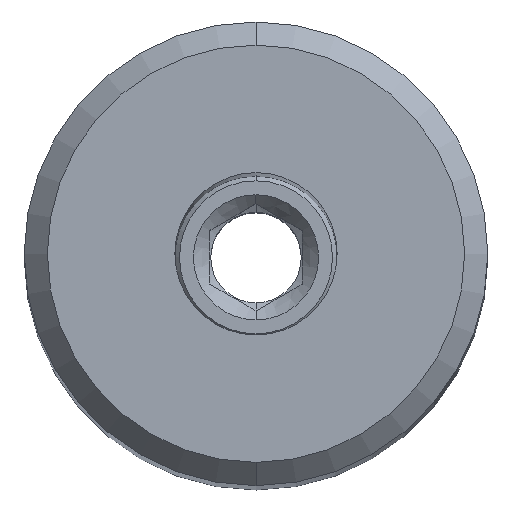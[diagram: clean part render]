
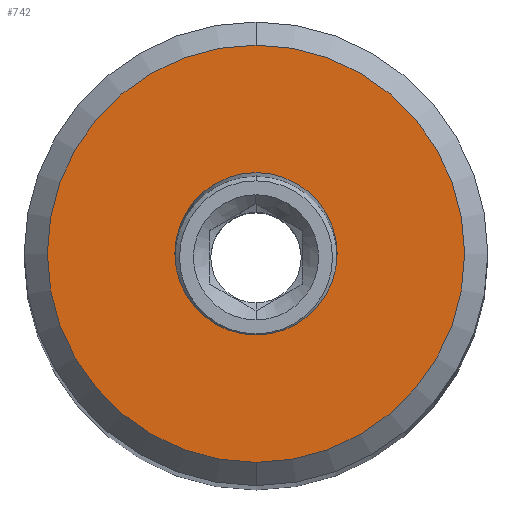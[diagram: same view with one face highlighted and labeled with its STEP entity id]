
A CAD part, top view. The second image highlights one B-rep face of the part: STEP entity #742.
In plain terms, the highlighted planar face has unit normal (0, 0, 1).
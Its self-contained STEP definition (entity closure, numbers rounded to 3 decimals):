
#78=CARTESIAN_POINT('',(0,0,54));
#79=DIRECTION('',(0,0,1));
#80=DIRECTION('',(0,1,0));
#81=AXIS2_PLACEMENT_3D('',#78,#79,#80);
#113=CARTESIAN_POINT('',(0,0,54));
#114=DIRECTION('',(0,0,-1));
#115=DIRECTION('',(0,1,0));
#116=AXIS2_PLACEMENT_3D('',#113,#114,#115);
#123=CARTESIAN_POINT('',(0,0,54));
#124=DIRECTION('',(0,0,1));
#125=DIRECTION('',(0,1,0));
#126=AXIS2_PLACEMENT_3D('',#123,#124,#125);
#128=CARTESIAN_POINT('',(0,0,54));
#129=DIRECTION('',(0,0,1));
#130=DIRECTION('',(0,-1,0));
#131=AXIS2_PLACEMENT_3D('',#128,#129,#130);
#467=CARTESIAN_POINT('',(0,3.5,54));
#468=CARTESIAN_POINT('',(0,-3.5,54));
#469=VERTEX_POINT('',#467);
#470=VERTEX_POINT('',#468);
#483=CARTESIAN_POINT('',(0,9,54));
#484=CARTESIAN_POINT('',(0,-9,54));
#485=VERTEX_POINT('',#483);
#486=VERTEX_POINT('',#484);
#727=CARTESIAN_POINT('',(0,0,54));
#728=DIRECTION('',(0,0,-1));
#729=DIRECTION('',(0,-1,0));
#730=AXIS2_PLACEMENT_3D('',#727,#728,#729);
#731=PLANE('',#730);
#733=ORIENTED_EDGE('',*,*,#732,.F.);
#735=ORIENTED_EDGE('',*,*,#734,.F.);
#736=EDGE_LOOP('',(#733,#735));
#737=FACE_OUTER_BOUND('',#736,.F.);
#738=ORIENTED_EDGE('',*,*,#708,.F.);
#739=ORIENTED_EDGE('',*,*,#650,.T.);
#740=EDGE_LOOP('',(#738,#739));
#741=FACE_BOUND('',#740,.F.);
#742=ADVANCED_FACE('',(#737,#741),#731,.F.);
#82=CIRCLE('',#81,3.5);
#117=CIRCLE('',#116,3.5);
#127=CIRCLE('',#126,9);
#132=CIRCLE('',#131,9);
#650=EDGE_CURVE('',#469,#470,#82,.T.);
#708=EDGE_CURVE('',#469,#470,#117,.T.);
#732=EDGE_CURVE('',#485,#486,#127,.T.);
#734=EDGE_CURVE('',#486,#485,#132,.T.);
